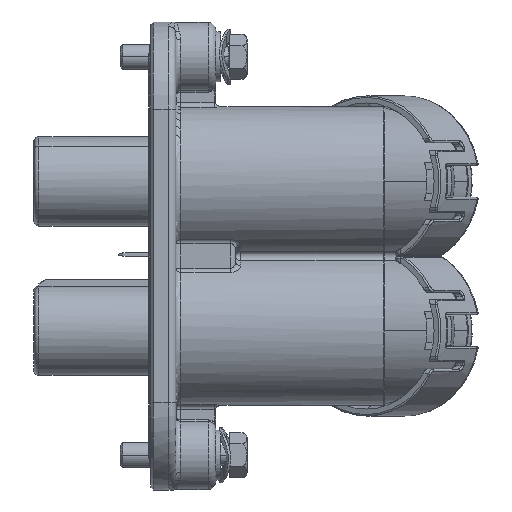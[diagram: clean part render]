
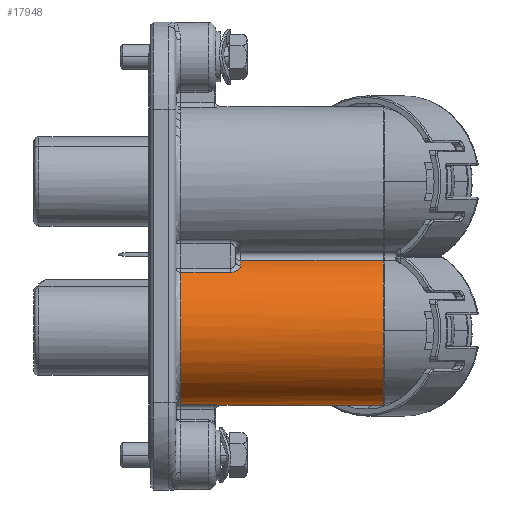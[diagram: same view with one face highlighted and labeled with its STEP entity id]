
A CAD part, front view. The second image highlights one B-rep face of the part: STEP entity #17948.
In plain terms, the highlighted cylindrical face has radius 15 mm (diameter 30 mm), a partial arc.
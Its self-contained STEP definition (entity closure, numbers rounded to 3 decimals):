
#181 = CIRCLE ( 'NONE', #9491, 15. ) ;
#351 = CARTESIAN_POINT ( 'NONE',  ( 12.5, -0.656, -29.986 ) ) ;
#627 = CARTESIAN_POINT ( 'NONE',  ( 14.5, -9.375, -3.291 ) ) ;
#4280 = DIRECTION ( 'NONE',  ( -1., 0., 0. ) ) ;
#5148 = EDGE_CURVE ( 'NONE', #35538, #12235, #47648, .T. ) ;
#5779 = CARTESIAN_POINT ( 'NONE',  ( 11.839, -1.729, -29.9 ) ) ;
#6013 = VERTEX_POINT ( 'NONE', #24545 ) ;
#6869 = CARTESIAN_POINT ( 'NONE',  ( 16.115, -8.613, -2.718 ) ) ;
#7332 = ORIENTED_EDGE ( 'NONE', *, *, #76656, .F. ) ;
#7917 = ORIENTED_EDGE ( 'NONE', *, *, #49089, .T. ) ;
#9491 = AXIS2_PLACEMENT_3D ( 'NONE', #73606, #16904, #11493 ) ;
#9868 = CARTESIAN_POINT ( 'NONE',  ( 16.5, 0., -15. ) ) ;
#10644 = VECTOR ( 'NONE', #4280, 1000. ) ;
#10741 = LINE ( 'NONE', #15744, #46439 ) ;
#11493 = DIRECTION ( 'NONE',  ( 0., 0., 1. ) ) ;
#11541 = VERTEX_POINT ( 'NONE', #17736 ) ;
#11979 = CARTESIAN_POINT ( 'NONE',  ( 11.2, -1.875, -29.882 ) ) ;
#12235 = VERTEX_POINT ( 'NONE', #61411 ) ;
#12274 = CARTESIAN_POINT ( 'NONE',  ( 16.309, -8.308, -2.51 ) ) ;
#13075 = CARTESIAN_POINT ( 'NONE',  ( 15.182, -9.267, -3.205 ) ) ;
#15744 = CARTESIAN_POINT ( 'NONE',  ( 45.5, 0., -30. ) ) ;
#15833 = EDGE_CURVE ( 'NONE', #70144, #58468, #10741, .T. ) ;
#16042 = CIRCLE ( 'NONE', #29290, 15. ) ;
#16560 = ORIENTED_EDGE ( 'NONE', *, *, #27592, .F. ) ;
#16904 = DIRECTION ( 'NONE',  ( 1., 0., 0. ) ) ;
#17736 = CARTESIAN_POINT ( 'NONE',  ( 4.5, -9.375, -3.291 ) ) ;
#17948 = ADVANCED_FACE ( 'NONE', ( #72051 ), #77837, .T. ) ;
#18913 = CARTESIAN_POINT ( 'NONE',  ( 12.5, 0., -30. ) ) ;
#19033 = CARTESIAN_POINT ( 'NONE',  ( 11.983, -1.642, -29.91 ) ) ;
#20684 = B_SPLINE_CURVE_WITH_KNOTS ( 'NONE', 3,
 ( #11979, #80677, #57098, #5779, #19033, #56687, #81904, #68310, #50866, #351 ),
 .UNSPECIFIED., .F., .F.,
 ( 4, 2, 2, 2, 4 ),
 ( 0., 0., 0.001, 0.001, 0.002 ),
 .UNSPECIFIED. ) ;
#20960 = VERTEX_POINT ( 'NONE', #74463 ) ;
#21860 = ORIENTED_EDGE ( 'NONE', *, *, #57467, .T. ) ;
#23039 = LINE ( 'NONE', #29630, #29163 ) ;
#23284 = DIRECTION ( 'NONE',  ( 1., 0., 0. ) ) ;
#24545 = CARTESIAN_POINT ( 'NONE',  ( 14.5, -9.375, -3.291 ) ) ;
#24710 = CARTESIAN_POINT ( 'NONE',  ( 15.86, -8.88, -2.91 ) ) ;
#25211 = VECTOR ( 'NONE', #34837, 1000. ) ;
#25360 = ORIENTED_EDGE ( 'NONE', *, *, #49112, .T. ) ;
#25533 = AXIS2_PLACEMENT_3D ( 'NONE', #59244, #77410, #71649 ) ;
#25905 = CARTESIAN_POINT ( 'NONE',  ( 16.45, -7.978, -2.295 ) ) ;
#27536 = VERTEX_POINT ( 'NONE', #62496 ) ;
#27570 = EDGE_CURVE ( 'NONE', #12235, #44102, #20684, .T. ) ;
#27592 = EDGE_CURVE ( 'NONE', #20960, #70144, #56275, .T. ) ;
#29163 = VECTOR ( 'NONE', #62323, 1000. ) ;
#29290 = AXIS2_PLACEMENT_3D ( 'NONE', #9868, #29728, #66193 ) ;
#29630 = CARTESIAN_POINT ( 'NONE',  ( 45.5, -9.375, -3.291 ) ) ;
#29728 = DIRECTION ( 'NONE',  ( 1., 0., 0. ) ) ;
#30913 = CARTESIAN_POINT ( 'NONE',  ( 14.641, -9.375, -3.291 ) ) ;
#34438 = VECTOR ( 'NONE', #69119, 1000. ) ;
#34837 = DIRECTION ( 'NONE',  ( 1., 0., 0. ) ) ;
#35340 = LINE ( 'NONE', #60993, #10644 ) ;
#35538 = VERTEX_POINT ( 'NONE', #73753 ) ;
#36416 = VERTEX_POINT ( 'NONE', #71826 ) ;
#36773 = CARTESIAN_POINT ( 'NONE',  ( 45.2, 0., -15. ) ) ;
#37521 = CARTESIAN_POINT ( 'NONE',  ( 16.5, -7.743, -2.15 ) ) ;
#37735 = B_SPLINE_CURVE_WITH_KNOTS ( 'NONE', 3,
 ( #627, #30913, #56158, #69790, #13075, #81369, #38319, #68999, #24710, #63579, #6869, #49948, #12274, #25905, #37521, #62776 ),
 .UNSPECIFIED., .F., .F.,
 ( 4, 2, 2, 2, 2, 2, 2, 4 ),
 ( 0., 0., 0.001, 0.001, 0.002, 0.002, 0.003, 0.003 ),
 .UNSPECIFIED. ) ;
#37755 = AXIS2_PLACEMENT_3D ( 'NONE', #48505, #23284, #48103 ) ;
#38319 = CARTESIAN_POINT ( 'NONE',  ( 15.547, -9.102, -3.077 ) ) ;
#38772 = ORIENTED_EDGE ( 'NONE', *, *, #70142, .T. ) ;
#39773 = CIRCLE ( 'NONE', #41128, 15. ) ;
#40115 = CARTESIAN_POINT ( 'NONE',  ( 12.5, -0.656, -29.986 ) ) ;
#40279 = ORIENTED_EDGE ( 'NONE', *, *, #15833, .F. ) ;
#41128 = AXIS2_PLACEMENT_3D ( 'NONE', #36773, #44192, #76036 ) ;
#43437 = CARTESIAN_POINT ( 'NONE',  ( 45.5, 0., -30. ) ) ;
#44102 = VERTEX_POINT ( 'NONE', #40115 ) ;
#44192 = DIRECTION ( 'NONE',  ( -1., 0., 0. ) ) ;
#45304 = VERTEX_POINT ( 'NONE', #71688 ) ;
#46439 = VECTOR ( 'NONE', #67073, 1000. ) ;
#47648 = LINE ( 'NONE', #65475, #25211 ) ;
#48071 = ORIENTED_EDGE ( 'NONE', *, *, #27570, .T. ) ;
#48103 = DIRECTION ( 'NONE',  ( 0., 0., 1. ) ) ;
#48505 = CARTESIAN_POINT ( 'NONE',  ( 4.5, 0., -15. ) ) ;
#49089 = EDGE_CURVE ( 'NONE', #45304, #36416, #16042, .T. ) ;
#49112 = EDGE_CURVE ( 'NONE', #44102, #58468, #181, .T. ) ;
#49889 = CARTESIAN_POINT ( 'NONE',  ( 16.316, 0., -30. ) ) ;
#49948 = CARTESIAN_POINT ( 'NONE',  ( 16.251, -8.414, -2.582 ) ) ;
#50866 = CARTESIAN_POINT ( 'NONE',  ( 12.5, -0.823, -29.978 ) ) ;
#54006 = ORIENTED_EDGE ( 'NONE', *, *, #5148, .T. ) ;
#54056 = ORIENTED_EDGE ( 'NONE', *, *, #70420, .T. ) ;
#54975 = EDGE_LOOP ( 'NONE', ( #16560, #55036, #54056, #7917, #7332, #38772, #21860, #54006, #48071, #25360, #40279 ) ) ;
#55036 = ORIENTED_EDGE ( 'NONE', *, *, #71144, .T. ) ;
#56158 = CARTESIAN_POINT ( 'NONE',  ( 14.782, -9.361, -3.279 ) ) ;
#56275 = LINE ( 'NONE', #43437, #34438 ) ;
#56687 = CARTESIAN_POINT ( 'NONE',  ( 12.226, -1.421, -29.933 ) ) ;
#57098 = CARTESIAN_POINT ( 'NONE',  ( 11.53, -1.845, -29.886 ) ) ;
#57467 = EDGE_CURVE ( 'NONE', #11541, #35538, #61588, .T. ) ;
#58468 = VERTEX_POINT ( 'NONE', #18913 ) ;
#59244 = CARTESIAN_POINT ( 'NONE',  ( 45.5, 0., -15. ) ) ;
#60993 = CARTESIAN_POINT ( 'NONE',  ( 45.5, -5.22, -0.937 ) ) ;
#61411 = CARTESIAN_POINT ( 'NONE',  ( 11.2, -1.875, -29.882 ) ) ;
#61588 = CIRCLE ( 'NONE', #37755, 15. ) ;
#62323 = DIRECTION ( 'NONE',  ( -1., 0., 0. ) ) ;
#62496 = CARTESIAN_POINT ( 'NONE',  ( 45.2, -5.22, -0.937 ) ) ;
#62776 = CARTESIAN_POINT ( 'NONE',  ( 16.5, -7.5, -2.01 ) ) ;
#63579 = CARTESIAN_POINT ( 'NONE',  ( 16.037, -8.706, -2.784 ) ) ;
#65475 = CARTESIAN_POINT ( 'NONE',  ( 45.5, -1.875, -29.882 ) ) ;
#66193 = DIRECTION ( 'NONE',  ( 0., 0., -1. ) ) ;
#67073 = DIRECTION ( 'NONE',  ( -1., 0., 0. ) ) ;
#68310 = CARTESIAN_POINT ( 'NONE',  ( 12.463, -0.988, -29.968 ) ) ;
#68999 = CARTESIAN_POINT ( 'NONE',  ( 15.761, -8.961, -2.97 ) ) ;
#69119 = DIRECTION ( 'NONE',  ( -1., 0., 0. ) ) ;
#69790 = CARTESIAN_POINT ( 'NONE',  ( 15.052, -9.307, -3.236 ) ) ;
#70142 = EDGE_CURVE ( 'NONE', #6013, #11541, #23039, .T. ) ;
#70144 = VERTEX_POINT ( 'NONE', #49889 ) ;
#70420 = EDGE_CURVE ( 'NONE', #27536, #45304, #35340, .T. ) ;
#71144 = EDGE_CURVE ( 'NONE', #20960, #27536, #39773, .T. ) ;
#71649 = DIRECTION ( 'NONE',  ( 0., 0., -1. ) ) ;
#71688 = CARTESIAN_POINT ( 'NONE',  ( 16.5, -5.22, -0.937 ) ) ;
#71826 = CARTESIAN_POINT ( 'NONE',  ( 16.5, -7.5, -2.01 ) ) ;
#72051 = FACE_OUTER_BOUND ( 'NONE', #54975, .T. ) ;
#73606 = CARTESIAN_POINT ( 'NONE',  ( 12.5, 0., -15. ) ) ;
#73753 = CARTESIAN_POINT ( 'NONE',  ( 4.5, -1.875, -29.882 ) ) ;
#74463 = CARTESIAN_POINT ( 'NONE',  ( 45.2, 0., -30. ) ) ;
#76036 = DIRECTION ( 'NONE',  ( 0., 0., 1. ) ) ;
#76656 = EDGE_CURVE ( 'NONE', #6013, #36416, #37735, .T. ) ;
#77410 = DIRECTION ( 'NONE',  ( -1., 0., 0. ) ) ;
#77837 = CYLINDRICAL_SURFACE ( 'NONE', #25533, 15. ) ;
#80677 = CARTESIAN_POINT ( 'NONE',  ( 11.366, -1.875, -29.882 ) ) ;
#81369 = CARTESIAN_POINT ( 'NONE',  ( 15.431, -9.164, -3.125 ) ) ;
#81904 = CARTESIAN_POINT ( 'NONE',  ( 12.327, -1.286, -29.946 ) ) ;
